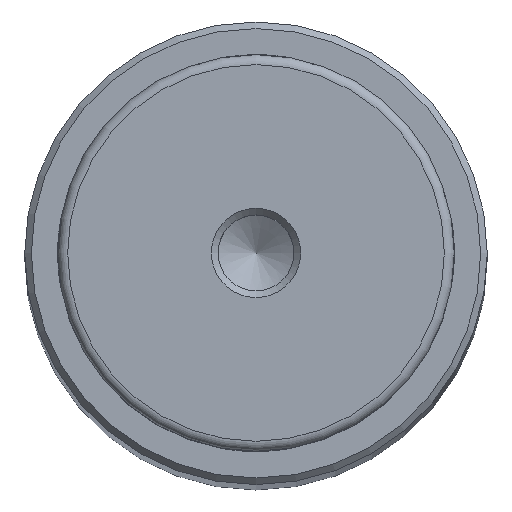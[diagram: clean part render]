
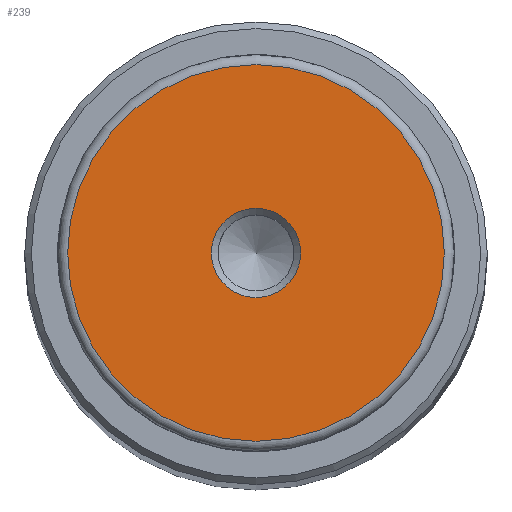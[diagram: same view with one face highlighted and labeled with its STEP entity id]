
A CAD part, top view. The second image highlights one B-rep face of the part: STEP entity #239.
In plain terms, the highlighted planar face has unit normal (0, 0, 1).
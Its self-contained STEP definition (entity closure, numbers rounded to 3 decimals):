
#239 = ADVANCED_FACE( '', ( #324, #325 ), #326, .F. );
#324 = FACE_BOUND( '', #630, .T. );
#325 = FACE_OUTER_BOUND( '', #631, .T. );
#326 = PLANE( '', #632 );
#630 = EDGE_LOOP( '', ( #956 ) );
#631 = EDGE_LOOP( '', ( #957 ) );
#632 = AXIS2_PLACEMENT_3D( '', #958, #959, #960 );
#956 = ORIENTED_EDGE( '', *, *, #1140, .T. );
#957 = ORIENTED_EDGE( '', *, *, #1145, .T. );
#958 = CARTESIAN_POINT( '', ( 0., 0., 166. ) );
#959 = DIRECTION( '', ( 0., 0., -1. ) );
#960 = DIRECTION( '', ( -1., 0., 0. ) );
#1140 = EDGE_CURVE( '', #1204, #1204, #1205, .T. );
#1145 = EDGE_CURVE( '', #1212, #1212, #1213, .F. );
#1204 = VERTEX_POINT( '', #1308 );
#1205 = CIRCLE( '', #1309, 6.75 );
#1212 = VERTEX_POINT( '', #1316 );
#1213 = CIRCLE( '', #1317, 28.5 );
#1308 = CARTESIAN_POINT( '', ( -6.75, 0., 166. ) );
#1309 = AXIS2_PLACEMENT_3D( '', #1906, #1907, #1908 );
#1316 = CARTESIAN_POINT( '', ( -28.5, 0., 166. ) );
#1317 = AXIS2_PLACEMENT_3D( '', #1918, #1919, #1920 );
#1906 = CARTESIAN_POINT( '', ( 0., 0., 166. ) );
#1907 = DIRECTION( '', ( 0., 0., -1. ) );
#1908 = DIRECTION( '', ( -1., 0., 0. ) );
#1918 = CARTESIAN_POINT( '', ( 0., 0., 166. ) );
#1919 = DIRECTION( '', ( 0., 0., -1. ) );
#1920 = DIRECTION( '', ( -1., 0., 0. ) );
